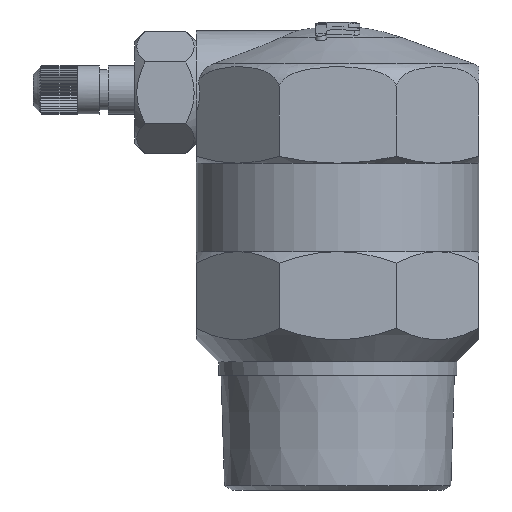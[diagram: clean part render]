
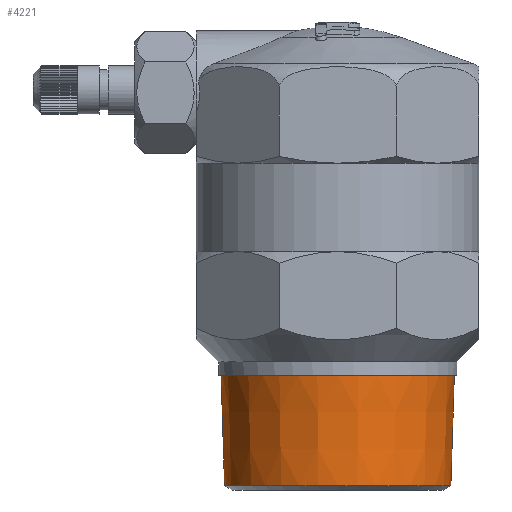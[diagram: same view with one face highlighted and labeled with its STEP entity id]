
A CAD part, front view. The second image highlights one B-rep face of the part: STEP entity #4221.
In plain terms, the highlighted conical face has half-angle 1.787 degrees and reference radius 13.003 mm.
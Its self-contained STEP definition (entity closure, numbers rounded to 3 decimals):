
#902=CONICAL_SURFACE('',#4584,13.003,1.787);
#1113=FACE_BOUND('',#1547,.T.);
#1305=FACE_OUTER_BOUND('',#1546,.T.);
#1546=EDGE_LOOP('',(#3810));
#1547=EDGE_LOOP('',(#3811));
#1725=CIRCLE('',#4581,12.816);
#1727=CIRCLE('',#4585,13.206);
#2098=VERTEX_POINT('',#7288);
#2100=VERTEX_POINT('',#7294);
#2681=EDGE_CURVE('',#2098,#2098,#1725,.T.);
#2683=EDGE_CURVE('',#2100,#2100,#1727,.T.);
#3810=ORIENTED_EDGE('',*,*,#2681,.T.);
#3811=ORIENTED_EDGE('',*,*,#2683,.F.);
#4221=ADVANCED_FACE('',(#1305,#1113),#902,.T.);
#4581=AXIS2_PLACEMENT_3D('',#7289,#5539,#5540);
#4584=AXIS2_PLACEMENT_3D('',#7293,#5545,#5546);
#4585=AXIS2_PLACEMENT_3D('',#7295,#5547,#5548);
#5539=DIRECTION('center_axis',(0.,0.,1.));
#5540=DIRECTION('ref_axis',(1.,0.,0.));
#5545=DIRECTION('center_axis',(0.,0.,1.));
#5546=DIRECTION('ref_axis',(1.,0.,0.));
#5547=DIRECTION('center_axis',(0.,0.,1.));
#5548=DIRECTION('ref_axis',(1.,0.,0.));
#7288=CARTESIAN_POINT('',(-12.816,0.,-30.497));
#7289=CARTESIAN_POINT('Origin',(0.,0.,-30.497));
#7293=CARTESIAN_POINT('Origin',(0.,0.,-24.5));
#7294=CARTESIAN_POINT('',(13.206,0.,-18.));
#7295=CARTESIAN_POINT('Origin',(0.,0.,-18.));
